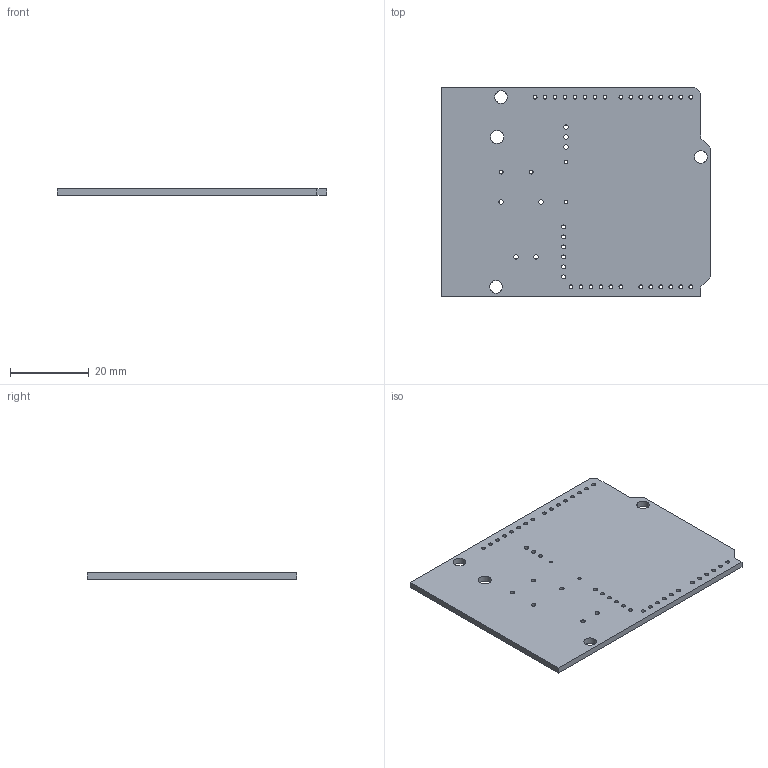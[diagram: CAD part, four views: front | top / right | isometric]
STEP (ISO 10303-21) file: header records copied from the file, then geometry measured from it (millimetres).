
FILE_DESCRIPTION(/* description */ (''),/* implementation_level */ '2;1');
FILE_NAME(/* name */ 'capstone electrical circuit v1.step',/* time_stamp */ '2021-02-01T14:25:37-05:00',/* author */ (''),/* organization */ (''),/* preprocessor_version */ 'ST-DEVELOPER v18.1',/* originating_system */ 'Autodesk Translation Framework v9.7.1.1290',/* authorisation */ '');
FILE_SCHEMA (('AUTOMOTIVE_DESIGN { 1 0 10303 214 3 1 1 }'));
Length unit declared in the file: millimetre
Products named in the file (2): capstone electrical circuit; Board
Assembly tree (1 placements, depth 2):
  capstone electrical circuit
    Board
Bounding box: 68.58 x 53.34 x 1.57 mm (x, y, z)
Volume: 5561.2 mm3; surface area: 7749.1 mm2
Topology: 1 solids, 1 shells, 60 faces, 174 edges, 116 vertices
Faces by surface type: cylinder 49, plane 11
Full cylindrical faces by diameter (mm): 0.813 x2, 1 x34, 1.016 x2, 1.118 x7, 3.2 x3, 3.302 x1
Entity records: 2308 total; most frequent: DIRECTION 400, CARTESIAN_POINT 354, ORIENTED_EDGE 348, EDGE_CURVE 174, AXIS2_PLACEMENT_3D 162, EDGE_LOOP 158, VERTEX_POINT 116, FACE_BOUND 98
